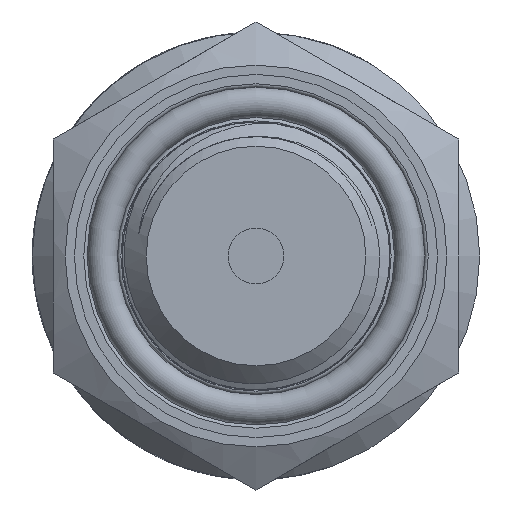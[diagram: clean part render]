
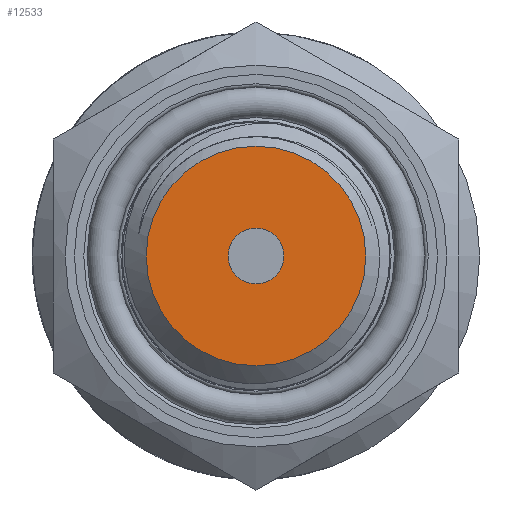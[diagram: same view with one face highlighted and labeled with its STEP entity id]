
A CAD part, left-side view. The second image highlights one B-rep face of the part: STEP entity #12533.
In plain terms, the highlighted planar face has unit normal (-1, 0, 0).
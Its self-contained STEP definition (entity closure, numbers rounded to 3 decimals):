
#1235=FACE_BOUND('',#3999,.T.);
#3264=FACE_OUTER_BOUND('',#3998,.T.);
#3998=EDGE_LOOP('',(#8455));
#3999=EDGE_LOOP('',(#8456));
#4776=CIRCLE('',#13341,6.5);
#4777=CIRCLE('',#13342,1.65);
#5089=VERTEX_POINT('',#17884);
#5090=VERTEX_POINT('',#17886);
#6431=EDGE_CURVE('',#5089,#5089,#4776,.T.);
#6432=EDGE_CURVE('',#5090,#5090,#4777,.T.);
#8455=ORIENTED_EDGE('',*,*,#6431,.T.);
#8456=ORIENTED_EDGE('',*,*,#6432,.T.);
#12264=PLANE('',#13340);
#12533=ADVANCED_FACE('',(#3264,#1235),#12264,.T.);
#13340=AXIS2_PLACEMENT_3D('',#17883,#14085,#14086);
#13341=AXIS2_PLACEMENT_3D('',#17885,#14087,#14088);
#13342=AXIS2_PLACEMENT_3D('',#17887,#14089,#14090);
#14085=DIRECTION('center_axis',(-1.,0.,0.));
#14086=DIRECTION('ref_axis',(0.,0.,1.));
#14087=DIRECTION('center_axis',(-1.,0.,0.));
#14088=DIRECTION('ref_axis',(0.,1.,0.));
#14089=DIRECTION('center_axis',(1.,0.,0.));
#14090=DIRECTION('ref_axis',(0.,0.,-1.));
#17883=CARTESIAN_POINT('Origin',(0.,8.,0.));
#17884=CARTESIAN_POINT('',(0.,-6.5,0.));
#17885=CARTESIAN_POINT('Origin',(0.,0.,0.));
#17886=CARTESIAN_POINT('',(0.,-1.65,0.));
#17887=CARTESIAN_POINT('Origin',(0.,0.,0.));
